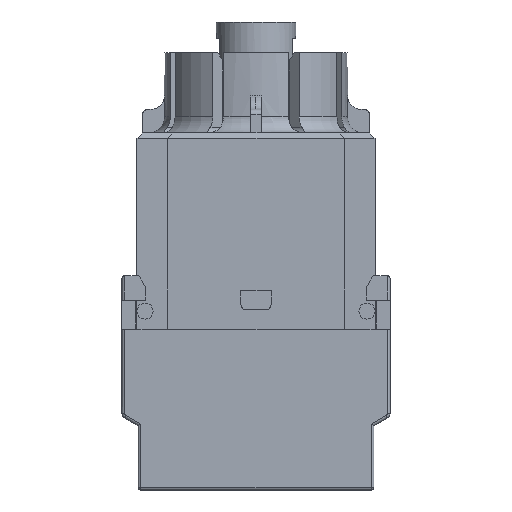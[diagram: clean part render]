
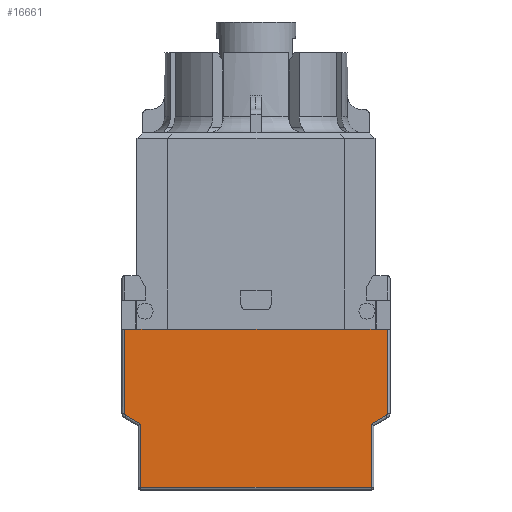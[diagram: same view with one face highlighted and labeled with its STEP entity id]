
A CAD part, left-side view. The second image highlights one B-rep face of the part: STEP entity #16661.
In plain terms, the highlighted planar face has unit normal (-1, 0, 0).
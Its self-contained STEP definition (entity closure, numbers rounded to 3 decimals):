
#713=CIRCLE($,#17484,0.25);
#720=CIRCLE($,#17491,0.25);
#1613=FACE_OUTER_BOUND($,#2566,.T.);
#2566=EDGE_LOOP($,(#14274,#14275,#14276,#14277,#14278,#14279,#14280,#14281,
#14282,#14283,#14284,#14285));
#3290=LINE($,#25134,#5140);
#4279=LINE($,#27941,#6129);
#4280=LINE($,#27943,#6130);
#4281=LINE($,#27948,#6131);
#4282=LINE($,#27952,#6132);
#4283=LINE($,#27958,#6133);
#4284=LINE($,#27963,#6134);
#4285=LINE($,#27967,#6135);
#4321=LINE($,#28130,#6171);
#4322=LINE($,#28131,#6172);
#5140=VECTOR($,#19488,16.5);
#6129=VECTOR($,#21713,5.894);
#6130=VECTOR($,#21716,21.5);
#6131=VECTOR($,#21725,1.588);
#6132=VECTOR($,#21730,5.894);
#6133=VECTOR($,#21741,1.588);
#6134=VECTOR($,#21748,7.845);
#6135=VECTOR($,#21753,7.845);
#6171=VECTOR($,#21953,4.);
#6172=VECTOR($,#21954,4.);
#6693=VERTEX_POINT($,#23402);
#6704=VERTEX_POINT($,#23428);
#7449=VERTEX_POINT($,#26457);
#7452=VERTEX_POINT($,#26463);
#7456=VERTEX_POINT($,#26504);
#7457=VERTEX_POINT($,#26506);
#7459=VERTEX_POINT($,#26512);
#7463=VERTEX_POINT($,#26525);
#7862=VERTEX_POINT($,#27939);
#7863=VERTEX_POINT($,#27951);
#7864=VERTEX_POINT($,#27961);
#7865=VERTEX_POINT($,#27966);
#8812=EDGE_CURVE($,#6693,#6704,#3290,.T.);
#9459=EDGE_CURVE($,#7452,#7449,#713,.T.);
#9466=EDGE_CURVE($,#7456,#7457,#720,.T.);
#10076=EDGE_CURVE($,#7862,#7459,#4279,.T.);
#10077=EDGE_CURVE($,#7459,#7463,#4280,.T.);
#10079=EDGE_CURVE($,#7457,#7862,#4281,.T.);
#10080=EDGE_CURVE($,#7463,#7863,#4282,.T.);
#10083=EDGE_CURVE($,#7863,#7452,#4283,.T.);
#10085=EDGE_CURVE($,#7864,#7456,#4284,.T.);
#10086=EDGE_CURVE($,#7449,#7865,#4285,.T.);
#10142=EDGE_CURVE($,#6693,#7865,#4321,.T.);
#10143=EDGE_CURVE($,#7864,#6704,#4322,.T.);
#14274=ORIENTED_EDGE($,*,*,#8812,.F.);
#14275=ORIENTED_EDGE($,*,*,#10142,.T.);
#14276=ORIENTED_EDGE($,*,*,#10086,.F.);
#14277=ORIENTED_EDGE($,*,*,#9459,.F.);
#14278=ORIENTED_EDGE($,*,*,#10083,.F.);
#14279=ORIENTED_EDGE($,*,*,#10080,.F.);
#14280=ORIENTED_EDGE($,*,*,#10077,.F.);
#14281=ORIENTED_EDGE($,*,*,#10076,.F.);
#14282=ORIENTED_EDGE($,*,*,#10079,.F.);
#14283=ORIENTED_EDGE($,*,*,#9466,.F.);
#14284=ORIENTED_EDGE($,*,*,#10085,.F.);
#14285=ORIENTED_EDGE($,*,*,#10143,.T.);
#15785=PLANE($,#17949);
#16661=ADVANCED_FACE($,(#1613),#15785,.T.);
#17484=AXIS2_PLACEMENT_3D($,#26465,#20550,#20551);
#17491=AXIS2_PLACEMENT_3D($,#26507,#20564,#20565);
#17949=AXIS2_PLACEMENT_3D($,#28129,#21951,#21952);
#19488=DIRECTION($,(0.,-1.,0.));
#20550=DIRECTION('center_axis',(1.,0.,0.));
#20551=DIRECTION('ref_axis',(0.,0.866,-0.5));
#20564=DIRECTION('center_axis',(1.,0.,0.));
#20565=DIRECTION('ref_axis',(0.,-0.866,-0.5));
#21713=DIRECTION($,(0.,0.,-1.));
#21716=DIRECTION($,(0.,1.,0.));
#21725=DIRECTION($,(0.,0.866,-0.5));
#21730=DIRECTION($,(0.,0.,1.));
#21741=DIRECTION($,(0.,0.866,0.5));
#21748=DIRECTION($,(0.,0.,-1.));
#21753=DIRECTION($,(0.,0.,1.));
#21951=DIRECTION('center_axis',(-1.,0.,0.));
#21952=DIRECTION('ref_axis',(0.,0.,-1.));
#21953=DIRECTION($,(0.,1.,0.));
#21954=DIRECTION($,(0.,1.,0.));
#23402=CARTESIAN_POINT('',(-55.306,10.167,-5.463));
#23428=CARTESIAN_POINT('',(-55.306,-6.333,-5.463));
#25134=CARTESIAN_POINT($,(-55.306,10.167,-5.463));
#26457=CARTESIAN_POINT('',(-55.306,14.167,-13.308));
#26463=CARTESIAN_POINT('',(-55.306,14.042,-13.525));
#26465=CARTESIAN_POINT('Origin',(-55.306,13.917,-13.308));
#26504=CARTESIAN_POINT('',(-55.306,-10.333,-13.308));
#26506=CARTESIAN_POINT('',(-55.306,-10.208,-13.525));
#26507=CARTESIAN_POINT('Origin',(-55.306,-10.083,-13.308));
#26512=CARTESIAN_POINT('',(-55.306,-8.833,-20.213));
#26525=CARTESIAN_POINT('',(-55.306,12.667,-20.213));
#27939=CARTESIAN_POINT('',(-55.306,-8.833,-14.318));
#27941=CARTESIAN_POINT($,(-55.306,-8.833,-14.318));
#27943=CARTESIAN_POINT($,(-55.306,-8.833,-20.213));
#27948=CARTESIAN_POINT($,(-55.306,-10.208,-13.525));
#27951=CARTESIAN_POINT('',(-55.306,12.667,-14.318));
#27952=CARTESIAN_POINT($,(-55.306,12.667,-20.213));
#27958=CARTESIAN_POINT($,(-55.306,12.667,-14.318));
#27961=CARTESIAN_POINT('',(-55.306,-10.333,-5.463));
#27963=CARTESIAN_POINT($,(-55.306,-10.333,-5.463));
#27966=CARTESIAN_POINT('',(-55.306,14.167,-5.463));
#27967=CARTESIAN_POINT($,(-55.306,14.167,-13.308));
#28129=CARTESIAN_POINT('Origin',(-55.306,1.917,-10.383));
#28130=CARTESIAN_POINT($,(-55.306,10.167,-5.463));
#28131=CARTESIAN_POINT($,(-55.306,-10.333,-5.463));
